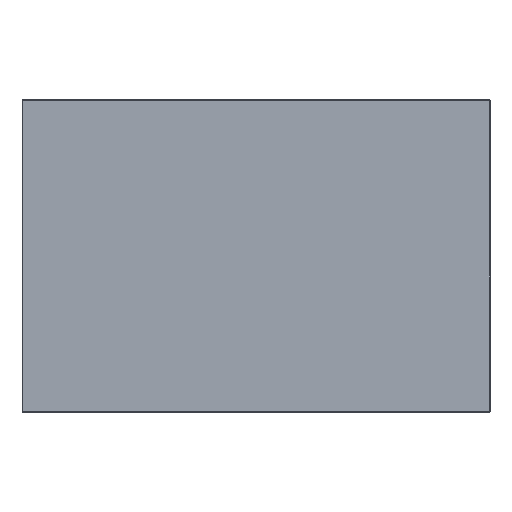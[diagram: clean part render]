
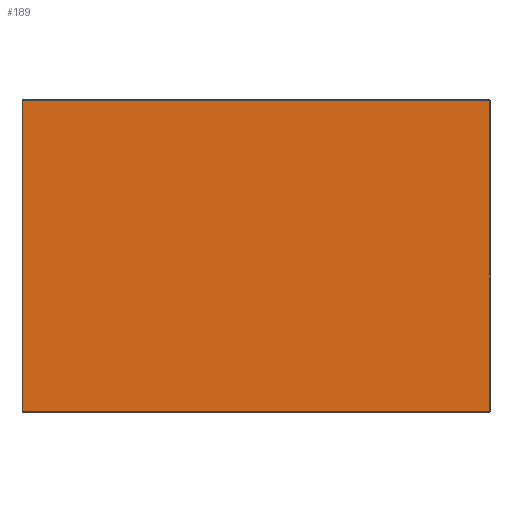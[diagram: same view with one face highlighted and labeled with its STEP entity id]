
A CAD part, top view. The second image highlights one B-rep face of the part: STEP entity #189.
In plain terms, the highlighted face is planar.
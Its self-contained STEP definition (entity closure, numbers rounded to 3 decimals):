
#189=ADVANCED_FACE('',(#261),#1105,.T.);
#261=FACE_OUTER_BOUND('',#333,.T.);
#333=EDGE_LOOP('',(#423,#424,#425,#426));
#423=ORIENTED_EDGE('',*,*,#719,.F.);
#424=ORIENTED_EDGE('',*,*,#720,.F.);
#425=ORIENTED_EDGE('',*,*,#721,.F.);
#426=ORIENTED_EDGE('',*,*,#718,.F.);
#718=EDGE_CURVE('',#1013,#1014,#886,.T.);
#719=EDGE_CURVE('',#1015,#1013,#887,.T.);
#720=EDGE_CURVE('',#1016,#1015,#888,.T.);
#721=EDGE_CURVE('',#1014,#1016,#889,.T.);
#886=B_SPLINE_CURVE_WITH_KNOTS('',1,(#1814,#1815),.UNSPECIFIED.,.F.,.F.,
(2,2),(-498.,0.),.UNSPECIFIED.);
#887=B_SPLINE_CURVE_WITH_KNOTS('',1,(#1816,#1817),.UNSPECIFIED.,.F.,.F.,
(2,2),(-748.,0.),.UNSPECIFIED.);
#888=B_SPLINE_CURVE_WITH_KNOTS('',1,(#1818,#1819),.UNSPECIFIED.,.F.,.F.,
(2,2),(-498.,0.),.UNSPECIFIED.);
#889=B_SPLINE_CURVE_WITH_KNOTS('',1,(#1820,#1821),.UNSPECIFIED.,.F.,.F.,
(2,2),(-748.,0.),.UNSPECIFIED.);
#1013=VERTEX_POINT('',#1760);
#1014=VERTEX_POINT('',#1761);
#1015=VERTEX_POINT('',#1762);
#1016=VERTEX_POINT('',#1763);
#1105=PLANE('',#1282);
#1282=AXIS2_PLACEMENT_3D('',#1451,#1364,$);
#1364=DIRECTION('',(0.,1.,0.));
#1451=CARTESIAN_POINT('',(-448.8,90.,298.8));
#1760=CARTESIAN_POINT('',(374.,90.,-249.));
#1761=CARTESIAN_POINT('',(374.,90.,249.));
#1762=CARTESIAN_POINT('',(-374.,90.,-249.));
#1763=CARTESIAN_POINT('',(-374.,90.,249.));
#1814=CARTESIAN_POINT('',(374.,90.,-249.));
#1815=CARTESIAN_POINT('',(374.,90.,249.));
#1816=CARTESIAN_POINT('',(-374.,90.,-249.));
#1817=CARTESIAN_POINT('',(374.,90.,-249.));
#1818=CARTESIAN_POINT('',(-374.,90.,249.));
#1819=CARTESIAN_POINT('',(-374.,90.,-249.));
#1820=CARTESIAN_POINT('',(374.,90.,249.));
#1821=CARTESIAN_POINT('',(-374.,90.,249.));
